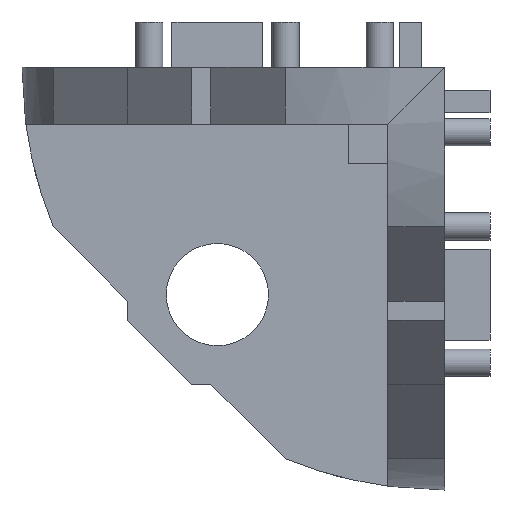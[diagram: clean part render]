
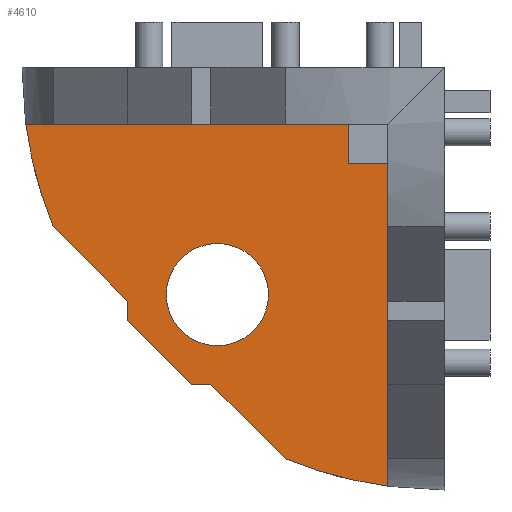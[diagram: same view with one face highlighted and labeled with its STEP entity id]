
A CAD part, front view. The second image highlights one B-rep face of the part: STEP entity #4610.
In plain terms, the highlighted planar face has unit normal (0, -1, 0).
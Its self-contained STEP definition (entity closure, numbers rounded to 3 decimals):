
#39 = ORIENTED_EDGE ( 'NONE', *, *, #1371, .F. ) ;
#74 = ORIENTED_EDGE ( 'NONE', *, *, #4693, .F. ) ;
#77 = ORIENTED_EDGE ( 'NONE', *, *, #4545, .F. ) ;
#78 = ORIENTED_EDGE ( 'NONE', *, *, #1390, .F. ) ;
#80 = ORIENTED_EDGE ( 'NONE', *, *, #1367, .F. ) ;
#81 = ORIENTED_EDGE ( 'NONE', *, *, #1663, .F. ) ;
#84 = ORIENTED_EDGE ( 'NONE', *, *, #1369, .F. ) ;
#86 = ORIENTED_EDGE ( 'NONE', *, *, #4543, .F. ) ;
#89 = ORIENTED_EDGE ( 'NONE', *, *, #1397, .F. ) ;
#92 = ORIENTED_EDGE ( 'NONE', *, *, #1388, .F. ) ;
#94 = ORIENTED_EDGE ( 'NONE', *, *, #1452, .F. ) ;
#96 = ORIENTED_EDGE ( 'NONE', *, *, #1407, .F. ) ;
#109 = ORIENTED_EDGE ( 'NONE', *, *, #1376, .F. ) ;
#376 = CARTESIAN_POINT ( 'NONE',  ( 0., -5., 0. ) ) ;
#377 = DIRECTION ( 'NONE',  ( 0., 1., 0. ) ) ;
#378 = DIRECTION ( 'NONE',  ( -1., 0., 0. ) ) ;
#379 = CARTESIAN_POINT ( 'NONE',  ( 0., -5., 0. ) ) ;
#383 = LINE ( 'NONE', #384, #1308 ) ;
#384 = CARTESIAN_POINT ( 'NONE',  ( -14.034, -5., -34.451 ) ) ;
#385 = DIRECTION ( 'NONE',  ( -0.707, 0., 0.707 ) ) ;
#389 = LINE ( 'NONE', #390, #1311 ) ;
#390 = CARTESIAN_POINT ( 'NONE',  ( -22.263, -5., -27.92 ) ) ;
#391 = DIRECTION ( 'NONE',  ( -0.707, 0., 0.707 ) ) ;
#401 = LINE ( 'NONE', #402, #1331 ) ;
#402 = CARTESIAN_POINT ( 'NONE',  ( -27.92, -5., -20.566 ) ) ;
#403 = DIRECTION ( 'NONE',  ( -0.707, 0., 0.707 ) ) ;
#601 = AXIS2_PLACEMENT_3D ( 'NONE', #3103, #3104, #3105 ) ;
#631 = FACE_OUTER_BOUND ( 'NONE', #4883, .T. ) ;
#655 = FACE_BOUND ( 'NONE', #4907, .T. ) ;
#696 = AXIS2_PLACEMENT_3D ( 'NONE', #3231, #3235, #3236 ) ;
#848 = AXIS2_PLACEMENT_3D ( 'NONE', #3945, #3946, #3947 ) ;
#850 = AXIS2_PLACEMENT_3D ( 'NONE', #379, #3759, #3760 ) ;
#900 = VECTOR ( 'NONE', #3755, 1000. ) ;
#913 = VECTOR ( 'NONE', #3812, 1000. ) ;
#920 = VECTOR ( 'NONE', #3782, 1000. ) ;
#1003 = VERTEX_POINT ( 'NONE', #5159 ) ;
#1144 = VECTOR ( 'NONE', #2885, 1000. ) ;
#1146 = VECTOR ( 'NONE', #2891, 1000. ) ;
#1250 = VECTOR ( 'NONE', #2365, 1000. ) ;
#1308 = VECTOR ( 'NONE', #385, 1000. ) ;
#1311 = VECTOR ( 'NONE', #391, 1000. ) ;
#1316 = AXIS2_PLACEMENT_3D ( 'NONE', #376, #377, #378 ) ;
#1331 = VECTOR ( 'NONE', #403, 1000. ) ;
#1367 = EDGE_CURVE ( 'NONE', #4521, #3508, #1482, .T. ) ;
#1369 = EDGE_CURVE ( 'NONE', #3508, #4517, #383, .T. ) ;
#1371 = EDGE_CURVE ( 'NONE', #4511, #4495, #389, .T. ) ;
#1376 = EDGE_CURVE ( 'NONE', #4490, #3444, #401, .T. ) ;
#1388 = EDGE_CURVE ( 'NONE', #3461, #3475, #3753, .T. ) ;
#1390 = EDGE_CURVE ( 'NONE', #3444, #1003, #1719, .T. ) ;
#1397 = EDGE_CURVE ( 'NONE', #3447, #3461, #3780, .T. ) ;
#1407 = EDGE_CURVE ( 'NONE', #4517, #4511, #3810, .T. ) ;
#1452 = EDGE_CURVE ( 'NONE', #5136, #5097, #1691, .T. ) ;
#1482 = CIRCLE ( 'NONE', #1316, 37.2 ) ;
#1663 = EDGE_CURVE ( 'NONE', #4495, #4490, #2363, .T. ) ;
#1691 = CIRCLE ( 'NONE', #848, 4.5 ) ;
#1719 = CIRCLE ( 'NONE', #850, 37.2 ) ;
#2363 = LINE ( 'NONE', #2364, #1250 ) ;
#2364 = CARTESIAN_POINT ( 'NONE',  ( -27.92, -5., -21.414 ) ) ;
#2365 = DIRECTION ( 'NONE',  ( 0., 0., 1. ) ) ;
#2744 = CARTESIAN_POINT ( 'NONE',  ( -34.451, -5., -14.034 ) ) ;
#2745 = CARTESIAN_POINT ( 'NONE',  ( -8.5, -5., -5. ) ) ;
#2748 = CARTESIAN_POINT ( 'NONE',  ( -8.5, -5., -8.5 ) ) ;
#2750 = CARTESIAN_POINT ( 'NONE',  ( -5., -5., -8.5 ) ) ;
#2756 = CARTESIAN_POINT ( 'NONE',  ( -14.034, -5., -34.451 ) ) ;
#2793 = CARTESIAN_POINT ( 'NONE',  ( -27.92, -5., -20.566 ) ) ;
#2797 = CARTESIAN_POINT ( 'NONE',  ( -27.92, -5., -22.263 ) ) ;
#2807 = CARTESIAN_POINT ( 'NONE',  ( -22.263, -5., -27.92 ) ) ;
#2813 = CARTESIAN_POINT ( 'NONE',  ( -20.566, -5., -27.92 ) ) ;
#2817 = CARTESIAN_POINT ( 'NONE',  ( -5., -5., -36.862 ) ) ;
#2883 = LINE ( 'NONE', #2884, #1144 ) ;
#2884 = CARTESIAN_POINT ( 'NONE',  ( -21.027, -5., -5. ) ) ;
#2885 = DIRECTION ( 'NONE',  ( 1., 0., 0. ) ) ;
#2889 = LINE ( 'NONE', #2890, #1146 ) ;
#2890 = CARTESIAN_POINT ( 'NONE',  ( -5., -5., -21.027 ) ) ;
#2891 = DIRECTION ( 'NONE',  ( 0., 0., -1. ) ) ;
#3102 = PLANE ( 'NONE',  #601 ) ;
#3103 = CARTESIAN_POINT ( 'NONE',  ( -37.054, -5., -37.054 ) ) ;
#3104 = DIRECTION ( 'NONE',  ( 0., 1., 0. ) ) ;
#3105 = DIRECTION ( 'NONE',  ( 0., 0., 1. ) ) ;
#3231 = CARTESIAN_POINT ( 'NONE',  ( -20., -5., -20. ) ) ;
#3235 = DIRECTION ( 'NONE',  ( 0., -1., 0. ) ) ;
#3236 = DIRECTION ( 'NONE',  ( -1., 0., 0. ) ) ;
#3444 = VERTEX_POINT ( 'NONE', #2744 ) ;
#3447 = VERTEX_POINT ( 'NONE', #2745 ) ;
#3461 = VERTEX_POINT ( 'NONE', #2748 ) ;
#3475 = VERTEX_POINT ( 'NONE', #2750 ) ;
#3508 = VERTEX_POINT ( 'NONE', #2756 ) ;
#3753 = LINE ( 'NONE', #3754, #900 ) ;
#3754 = CARTESIAN_POINT ( 'NONE',  ( -21.027, -5., -8.5 ) ) ;
#3755 = DIRECTION ( 'NONE',  ( 1., 0., 0. ) ) ;
#3759 = DIRECTION ( 'NONE',  ( 0., 1., 0. ) ) ;
#3760 = DIRECTION ( 'NONE',  ( -1., 0., 0. ) ) ;
#3780 = LINE ( 'NONE', #3781, #920 ) ;
#3781 = CARTESIAN_POINT ( 'NONE',  ( -8.5, -5., -21.027 ) ) ;
#3782 = DIRECTION ( 'NONE',  ( 0., 0., -1. ) ) ;
#3810 = LINE ( 'NONE', #3811, #913 ) ;
#3811 = CARTESIAN_POINT ( 'NONE',  ( -21.414, -5., -27.92 ) ) ;
#3812 = DIRECTION ( 'NONE',  ( -1., 0., 0. ) ) ;
#3945 = CARTESIAN_POINT ( 'NONE',  ( -20., -5., -20. ) ) ;
#3946 = DIRECTION ( 'NONE',  ( 0., -1., 0. ) ) ;
#3947 = DIRECTION ( 'NONE',  ( -1., 0., 0. ) ) ;
#4096 = CARTESIAN_POINT ( 'NONE',  ( -24.5, -5., -20. ) ) ;
#4135 = CARTESIAN_POINT ( 'NONE',  ( -15.5, -5., -20. ) ) ;
#4490 = VERTEX_POINT ( 'NONE', #2793 ) ;
#4495 = VERTEX_POINT ( 'NONE', #2797 ) ;
#4511 = VERTEX_POINT ( 'NONE', #2807 ) ;
#4517 = VERTEX_POINT ( 'NONE', #2813 ) ;
#4521 = VERTEX_POINT ( 'NONE', #2817 ) ;
#4543 = EDGE_CURVE ( 'NONE', #1003, #3447, #2883, .T. ) ;
#4545 = EDGE_CURVE ( 'NONE', #3475, #4521, #2889, .T. ) ;
#4610 = ADVANCED_FACE ( 'NONE', ( #655, #631 ), #3102, .F. ) ;
#4693 = EDGE_CURVE ( 'NONE', #5097, #5136, #5236, .T. ) ;
#4883 = EDGE_LOOP ( 'NONE', ( #78, #109, #81, #39, #96, #84, #80, #77, #92, #89, #86 ) ) ;
#4907 = EDGE_LOOP ( 'NONE', ( #74, #94 ) ) ;
#5097 = VERTEX_POINT ( 'NONE', #4096 ) ;
#5136 = VERTEX_POINT ( 'NONE', #4135 ) ;
#5159 = CARTESIAN_POINT ( 'NONE',  ( -36.862, -5., -5. ) ) ;
#5236 = CIRCLE ( 'NONE', #696, 4.5 ) ;
